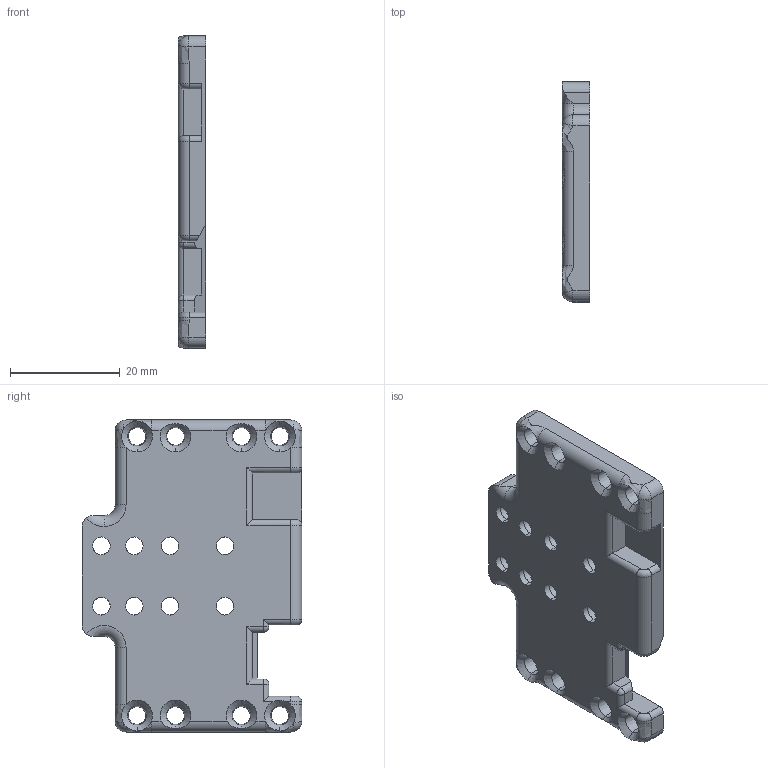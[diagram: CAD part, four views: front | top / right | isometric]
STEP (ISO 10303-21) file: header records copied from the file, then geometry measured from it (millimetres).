
FILE_DESCRIPTION (( 'STEP AP214' ), '1' );
FILE_NAME ('SAM_wrist_mount_plate.STEP', '2025-01-01T01:46:48', ( '' ), ( '' ), 'SwSTEP 2.0', 'SolidWorks 2023', '' );
FILE_SCHEMA (( 'AUTOMOTIVE_DESIGN' ));
Length unit declared in the file: millimetre
Products named in the file (1): SAM_wrist_mount_plate
Bounding box: 5 x 40 x 56.8 mm (x, y, z)
Volume: 8485.3 mm3; surface area: 5325 mm2
Topology: 1 solids, 1 shells, 176 faces, 439 edges, 255 vertices
Faces by surface type: cylinder 63, bspline 40, cone 32, plane 26, sphere 8, torus 7
Entity records: 9871 total; most frequent: CARTESIAN_POINT 5996, ORIENTED_EDGE 874, DIRECTION 727, EDGE_CURVE 437, AXIS2_PLACEMENT_3D 280, VERTEX_POINT 255, EDGE_LOOP 200, ADVANCED_FACE 176
